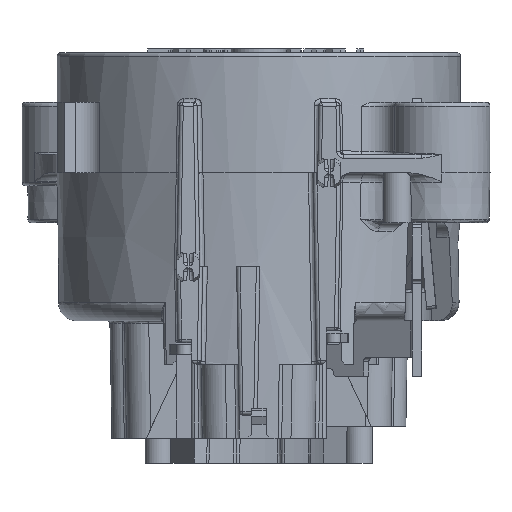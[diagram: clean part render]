
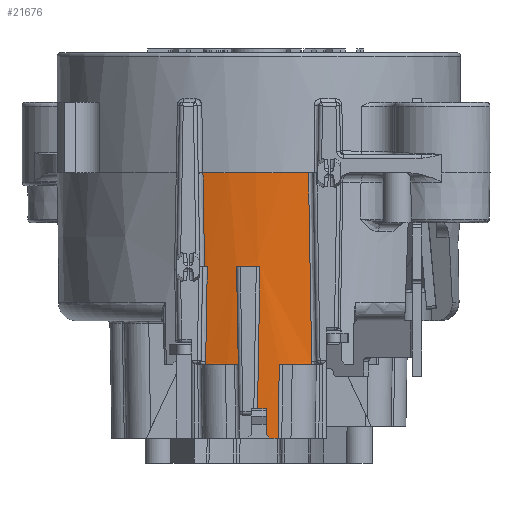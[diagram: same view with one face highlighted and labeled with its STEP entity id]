
A CAD part, front view. The second image highlights one B-rep face of the part: STEP entity #21676.
In plain terms, the highlighted conical face has half-angle 0.5 degrees and reference radius 10.837 mm.
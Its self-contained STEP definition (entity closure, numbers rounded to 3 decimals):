
#495=CARTESIAN_POINT('',(0.,0.,-12.65));
#496=DIRECTION('',(0.,0.,1.));
#497=DIRECTION('',(0.056,-0.998,0.));
#498=AXIS2_PLACEMENT_3D('',#495,#496,#497);
#2563=CARTESIAN_POINT('',(-0.071,-10.787,
-11.203));
#2564=CARTESIAN_POINT('',(-0.025,-10.81,
-8.599));
#2565=CARTESIAN_POINT('',(0.02,-10.833,
-5.994));
#2566=CARTESIAN_POINT('',(0.065,-10.855,
-3.39));
#2568=CARTESIAN_POINT('',(0.,0.,-3.39));
#2569=DIRECTION('',(0.,0.,1.));
#2570=DIRECTION('',(-0.111,-0.994,0.));
#2571=AXIS2_PLACEMENT_3D('',#2568,#2569,#2570);
#2573=CARTESIAN_POINT('',(-1.201,-10.789,
-3.39));
#2574=CARTESIAN_POINT('',(-1.17,-10.777,
-5.143));
#2575=CARTESIAN_POINT('',(-1.14,-10.765,
-6.897));
#2576=CARTESIAN_POINT('',(-1.109,-10.753,
-8.65));
#2578=CARTESIAN_POINT('',(0.,0.,-8.65));
#2579=DIRECTION('',(0.,0.,-1.));
#2580=DIRECTION('',(-0.103,-0.995,0.));
#2581=AXIS2_PLACEMENT_3D('',#2578,#2579,#2580);
#2583=CARTESIAN_POINT('',(-2.871,-10.423,
-8.504));
#2584=CARTESIAN_POINT('',(-2.872,-10.422,
-8.53));
#2585=CARTESIAN_POINT('',(-2.878,-10.42,
-8.58));
#2586=CARTESIAN_POINT('',(-2.894,-10.415,
-8.627));
#2587=CARTESIAN_POINT('',(-2.905,-10.412,
-8.65));
#2589=CARTESIAN_POINT('',(-2.784,-10.493,
-3.39));
#2590=CARTESIAN_POINT('',(-2.798,-10.481,
-4.242));
#2591=CARTESIAN_POINT('',(-2.827,-10.458,
-5.945));
#2592=CARTESIAN_POINT('',(-2.857,-10.435,
-7.651));
#2593=CARTESIAN_POINT('',(-2.871,-10.423,
-8.504));
#2595=CARTESIAN_POINT('',(-3.018,-10.474,
1.69));
#2596=CARTESIAN_POINT('',(-3.009,-10.472,
1.146));
#2597=CARTESIAN_POINT('',(-2.989,-10.467,
0.013));
#2598=CARTESIAN_POINT('',(-2.96,-10.46,
-1.681));
#2599=CARTESIAN_POINT('',(-2.941,-10.455,
-2.831));
#2600=CARTESIAN_POINT('',(-2.931,-10.453,-3.39));
#2602=CARTESIAN_POINT('',(0.,0.,1.69));
#2603=DIRECTION('',(0.,0.,1.));
#2604=DIRECTION('',(-0.277,-0.961,0.));
#2605=AXIS2_PLACEMENT_3D('',#2602,#2603,#2604);
#2607=CARTESIAN_POINT('',(2.86,-10.426,
-8.504));
#2608=CARTESIAN_POINT('',(2.841,-10.441,
-7.369));
#2609=CARTESIAN_POINT('',(2.802,-10.472,
-5.101));
#2610=CARTESIAN_POINT('',(2.744,-10.519,
-1.703));
#2611=CARTESIAN_POINT('',(2.705,-10.549,
0.56));
#2612=CARTESIAN_POINT('',(2.686,-10.564,1.69));
#2614=CARTESIAN_POINT('',(2.894,-10.415,
-8.65));
#2615=CARTESIAN_POINT('',(2.883,-10.418,
-8.627));
#2616=CARTESIAN_POINT('',(2.867,-10.423,
-8.58));
#2617=CARTESIAN_POINT('',(2.86,-10.426,
-8.53));
#2618=CARTESIAN_POINT('',(2.86,-10.426,
-8.504));
#2620=CARTESIAN_POINT('',(0.,0.,-8.65));
#2621=DIRECTION('',(0.,0.,-1.));
#2622=DIRECTION('',(0.268,-0.963,0.));
#2623=AXIS2_PLACEMENT_3D('',#2620,#2621,#2622);
#2625=DIRECTION('',(0.,0.009,-1.));
#2626=VECTOR('',#2625,0.5);
#2627=CARTESIAN_POINT('',(0.4,-10.778,-11.4));
#2628=LINE('',#2627,#2626);
#2629=CARTESIAN_POINT('',(0.,0.,-11.4));
#2630=DIRECTION('',(0.,0.,1.));
#2631=DIRECTION('',(-0.025,-1.,0.));
#2632=AXIS2_PLACEMENT_3D('',#2629,#2630,#2631);
#7573=CARTESIAN_POINT('',(0.,0.,-3.39));
#7574=DIRECTION('',(0.,0.,1.));
#7575=DIRECTION('',(-0.27,-0.963,0.));
#7576=AXIS2_PLACEMENT_3D('',#7573,#7574,#7575);
#7967=CARTESIAN_POINT('',(1.039,-10.725,
-12.65));
#7968=CARTESIAN_POINT('',(1.062,-10.734,
-11.317));
#7969=CARTESIAN_POINT('',(1.086,-10.743,
-9.983));
#7970=CARTESIAN_POINT('',(1.109,-10.753,
-8.65));
#9694=DIRECTION('',(0.,-0.009,1.));
#9695=VECTOR('',#9694,0.55);
#9696=CARTESIAN_POINT('',(0.4,-10.769,-12.45));
#9697=LINE('',#9696,#9695);
#9706=CARTESIAN_POINT('',(0.6,-10.758,-12.65));
#9707=CARTESIAN_POINT('',(0.533,-10.762,
-12.583));
#9708=CARTESIAN_POINT('',(0.467,-10.766,
-12.517));
#9709=CARTESIAN_POINT('',(0.4,-10.769,-12.45));
#9777=CARTESIAN_POINT('',(-0.071,-10.787,
-11.203));
#9778=CARTESIAN_POINT('',(-0.071,-10.787,
-11.229));
#9779=CARTESIAN_POINT('',(-0.082,-10.787,
-11.281));
#9780=CARTESIAN_POINT('',(-0.127,-10.786,
-11.346));
#9781=CARTESIAN_POINT('',(-0.193,-10.784,
-11.39));
#9782=CARTESIAN_POINT('',(-0.245,-10.783,-11.4));
#9783=CARTESIAN_POINT('',(-0.271,-10.782,-11.4));
#9973=CARTESIAN_POINT('',(-2.784,-10.493,
-3.39));
#9975=CARTESIAN_POINT('',(-2.905,-10.412,
-8.65));
#16008=CARTESIAN_POINT('',(-1.201,-10.789,
-3.39));
#16010=VERTEX_POINT('',#16008);
#16023=CARTESIAN_POINT('',(-0.071,-10.787,
-11.203));
#16024=VERTEX_POINT('',#16023);
#16025=CARTESIAN_POINT('',(0.065,-10.855,
-3.39));
#16026=VERTEX_POINT('',#16025);
#16618=VERTEX_POINT('',#9706);
#16619=VERTEX_POINT('',#9709);
#16632=CARTESIAN_POINT('',(1.039,-10.725,-12.65));
#16633=VERTEX_POINT('',#16632);
#16634=VERTEX_POINT('',#7970);
#16723=VERTEX_POINT('',#2576);
#17499=VERTEX_POINT('',#2614);
#17500=VERTEX_POINT('',#2618);
#17504=VERTEX_POINT('',#2612);
#17506=VERTEX_POINT('',#9973);
#17507=VERTEX_POINT('',#9975);
#17510=VERTEX_POINT('',#2583);
#17511=VERTEX_POINT('',#2595);
#17512=VERTEX_POINT('',#2600);
#17706=CARTESIAN_POINT('',(-0.271,-10.782,-11.4));
#17708=VERTEX_POINT('',#17706);
#17710=CARTESIAN_POINT('',(0.4,-10.778,-11.4));
#17711=VERTEX_POINT('',#17710);
#17712=CARTESIAN_POINT('',(0.4,-10.774,-11.9));
#17713=VERTEX_POINT('',#17712);
#21634=CARTESIAN_POINT('',(0.,0.,-5.48));
#21635=DIRECTION('',(0.,0.,1.));
#21636=DIRECTION('',(0.,-1.,0.));
#21637=AXIS2_PLACEMENT_3D('',#21634,#21635,#21636);
#21638=CONICAL_SURFACE('',#21637,10.837,0.5);
#21640=ORIENTED_EDGE('',*,*,#21639,.F.);
#21642=ORIENTED_EDGE('',*,*,#21641,.T.);
#21644=ORIENTED_EDGE('',*,*,#21643,.F.);
#21646=ORIENTED_EDGE('',*,*,#21645,.T.);
#21647=ORIENTED_EDGE('',*,*,#21253,.T.);
#21649=ORIENTED_EDGE('',*,*,#21648,.F.);
#21651=ORIENTED_EDGE('',*,*,#21650,.F.);
#21653=ORIENTED_EDGE('',*,*,#21652,.F.);
#21655=ORIENTED_EDGE('',*,*,#21654,.F.);
#21657=ORIENTED_EDGE('',*,*,#21656,.T.);
#21659=ORIENTED_EDGE('',*,*,#21658,.F.);
#21661=ORIENTED_EDGE('',*,*,#21660,.F.);
#21662=ORIENTED_EDGE('',*,*,#21185,.T.);
#21664=ORIENTED_EDGE('',*,*,#21663,.F.);
#21665=ORIENTED_EDGE('',*,*,#19041,.F.);
#21667=ORIENTED_EDGE('',*,*,#21666,.T.);
#21669=ORIENTED_EDGE('',*,*,#21668,.T.);
#21671=ORIENTED_EDGE('',*,*,#21670,.F.);
#21673=ORIENTED_EDGE('',*,*,#21672,.F.);
#21674=EDGE_LOOP('',(#21640,#21642,#21644,#21646,#21647,#21649,#21651,#21653,
#21655,#21657,#21659,#21661,#21662,#21664,#21665,#21667,#21669,#21671,#21673));
#21675=FACE_OUTER_BOUND('',#21674,.F.);
#21676=ADVANCED_FACE('',(#21675),#21638,.T.);
#499=CIRCLE('',#498,10.775);
#2567=B_SPLINE_CURVE_WITH_KNOTS('',3,(#2563,#2564,#2565,#2566),.UNSPECIFIED.,
.F.,.F.,(4,4),(0.,1.),.UNSPECIFIED.);
#2572=CIRCLE('',#2571,10.856);
#2577=B_SPLINE_CURVE_WITH_KNOTS('',3,(#2573,#2574,#2575,#2576),.UNSPECIFIED.,
.F.,.F.,(4,4),(0.,1.),.UNSPECIFIED.);
#2582=CIRCLE('',#2581,10.81);
#2588=B_SPLINE_CURVE_WITH_KNOTS('',3,(#2583,#2584,#2585,#2586,#2587),
.UNSPECIFIED.,.F.,.F.,(4,1,4),(0.,0.5,1.),.UNSPECIFIED.);
#2594=B_SPLINE_CURVE_WITH_KNOTS('',3,(#2589,#2590,#2591,#2592,#2593),
.UNSPECIFIED.,.F.,.F.,(4,1,4),(0.,0.5,1.),.UNSPECIFIED.);
#2601=B_SPLINE_CURVE_WITH_KNOTS('',3,(#2595,#2596,#2597,#2598,#2599,#2600),
.UNSPECIFIED.,.F.,.F.,(4,1,1,4),(0.,0.321,0.67,1.),
.UNSPECIFIED.);
#2606=CIRCLE('',#2605,10.9);
#2613=B_SPLINE_CURVE_WITH_KNOTS('',3,(#2607,#2608,#2609,#2610,#2611,#2612),
.UNSPECIFIED.,.F.,.F.,(4,1,1,4),(0.,0.333,0.667,1.),
.UNSPECIFIED.);
#2619=B_SPLINE_CURVE_WITH_KNOTS('',3,(#2614,#2615,#2616,#2617,#2618),
.UNSPECIFIED.,.F.,.F.,(4,1,4),(0.,0.5,1.),.UNSPECIFIED.);
#2624=CIRCLE('',#2623,10.81);
#2633=CIRCLE('',#2632,10.786);
#7577=CIRCLE('',#7576,10.856);
#7971=B_SPLINE_CURVE_WITH_KNOTS('',3,(#7967,#7968,#7969,#7970),.UNSPECIFIED.,
.F.,.F.,(4,4),(0.,1.),.UNSPECIFIED.);
#9710=B_SPLINE_CURVE_WITH_KNOTS('',3,(#9706,#9707,#9708,#9709),.UNSPECIFIED.,
.F.,.F.,(4,4),(0.,1.),.UNSPECIFIED.);
#9784=B_SPLINE_CURVE_WITH_KNOTS('',3,(#9777,#9778,#9779,#9780,#9781,#9782,
#9783),.UNSPECIFIED.,.F.,.F.,(4,1,1,1,4),(0.,0.25,0.5,0.75,1.),
.UNSPECIFIED.);
#19041=EDGE_CURVE('',#16618,#16633,#499,.T.);
#21185=EDGE_CURVE('',#17499,#16634,#2624,.T.);
#21253=EDGE_CURVE('',#16723,#17507,#2582,.T.);
#21639=EDGE_CURVE('',#16024,#17708,#9784,.T.);
#21641=EDGE_CURVE('',#16024,#16026,#2567,.T.);
#21643=EDGE_CURVE('',#16010,#16026,#2572,.T.);
#21645=EDGE_CURVE('',#16010,#16723,#2577,.T.);
#21648=EDGE_CURVE('',#17510,#17507,#2588,.T.);
#21650=EDGE_CURVE('',#17506,#17510,#2594,.T.);
#21652=EDGE_CURVE('',#17512,#17506,#7577,.T.);
#21654=EDGE_CURVE('',#17511,#17512,#2601,.T.);
#21656=EDGE_CURVE('',#17511,#17504,#2606,.T.);
#21658=EDGE_CURVE('',#17500,#17504,#2613,.T.);
#21660=EDGE_CURVE('',#17499,#17500,#2619,.T.);
#21663=EDGE_CURVE('',#16633,#16634,#7971,.T.);
#21666=EDGE_CURVE('',#16618,#16619,#9710,.T.);
#21668=EDGE_CURVE('',#16619,#17713,#9697,.T.);
#21670=EDGE_CURVE('',#17711,#17713,#2628,.T.);
#21672=EDGE_CURVE('',#17708,#17711,#2633,.T.);
